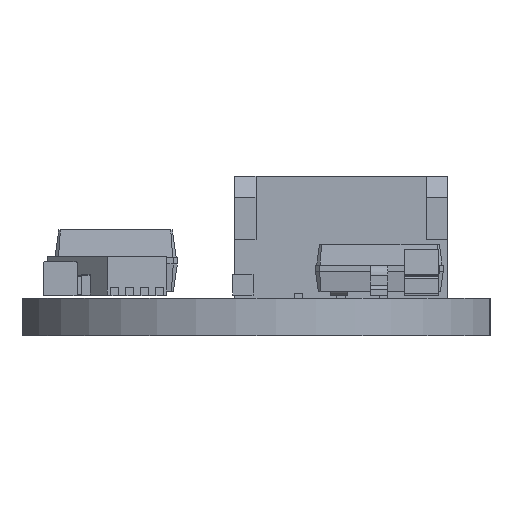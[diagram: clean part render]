
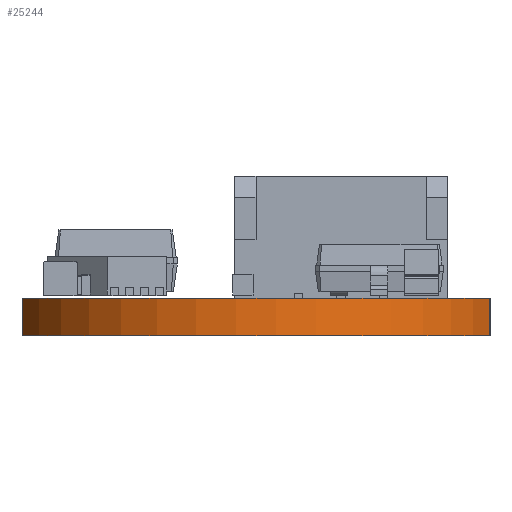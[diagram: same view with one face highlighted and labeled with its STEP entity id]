
A CAD part, left-side view. The second image highlights one B-rep face of the part: STEP entity #25244.
In plain terms, the highlighted cylindrical face has radius 5.843 mm (diameter 11.686 mm), a partial arc.
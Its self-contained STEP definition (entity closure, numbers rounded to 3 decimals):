
#25128 = EDGE_CURVE('',#25129,#25131,#25133,.T.);
#25129 = VERTEX_POINT('',#25130);
#25130 = CARTESIAN_POINT('',(-2.,-5.5,0.));
#25131 = VERTEX_POINT('',#25132);
#25132 = CARTESIAN_POINT('',(-2.,-5.5,0.89));
#25133 = SURFACE_CURVE('',#25134,(#25138,#25150),.PCURVE_S1.);
#25134 = LINE('',#25135,#25136);
#25135 = CARTESIAN_POINT('',(-2.,-5.5,0.));
#25136 = VECTOR('',#25137,1.);
#25137 = DIRECTION('',(0.,0.,1.));
#25138 = PCURVE('',#25139,#25144);
#25139 = PLANE('',#25140);
#25140 = AXIS2_PLACEMENT_3D('',#25141,#25142,#25143);
#25141 = CARTESIAN_POINT('',(-2.,-5.5,0.));
#25142 = DIRECTION('',(0.,1.,-0.));
#25143 = DIRECTION('',(1.,0.,0.));
#25144 = DEFINITIONAL_REPRESENTATION('',(#25145),#25149);
#25145 = LINE('',#25146,#25147);
#25146 = CARTESIAN_POINT('',(0.,0.));
#25147 = VECTOR('',#25148,1.);
#25148 = DIRECTION('',(0.,-1.));
#25149 = ( GEOMETRIC_REPRESENTATION_CONTEXT(2) 
PARAMETRIC_REPRESENTATION_CONTEXT() REPRESENTATION_CONTEXT('2D SPACE',''
  ) );
#25150 = PCURVE('',#25151,#25156);
#25151 = CYLINDRICAL_SURFACE('',#25152,5.843);
#25152 = AXIS2_PLACEMENT_3D('',#25153,#25154,#25155);
#25153 = CARTESIAN_POINT('',(-0.027,-0.,0.));
#25154 = DIRECTION('',(-0.,-0.,-1.));
#25155 = DIRECTION('',(1.,0.,-0.));
#25156 = DEFINITIONAL_REPRESENTATION('',(#25157),#25161);
#25157 = LINE('',#25158,#25159);
#25158 = CARTESIAN_POINT('',(1.915,0.));
#25159 = VECTOR('',#25160,1.);
#25160 = DIRECTION('',(-0.,-1.));
#25161 = ( GEOMETRIC_REPRESENTATION_CONTEXT(2) 
PARAMETRIC_REPRESENTATION_CONTEXT() REPRESENTATION_CONTEXT('2D SPACE',''
  ) );
#25179 = PLANE('',#25180);
#25180 = AXIS2_PLACEMENT_3D('',#25181,#25182,#25183);
#25181 = CARTESIAN_POINT('',(4.888,0.,0.89));
#25182 = DIRECTION('',(0.,0.,1.));
#25183 = DIRECTION('',(1.,0.,-0.));
#25233 = PLANE('',#25234);
#25234 = AXIS2_PLACEMENT_3D('',#25235,#25236,#25237);
#25235 = CARTESIAN_POINT('',(4.888,0.,0.));
#25236 = DIRECTION('',(0.,0.,1.));
#25237 = DIRECTION('',(1.,0.,-0.));
#25244 = ADVANCED_FACE('',(#25245),#25151,.T.);
#25245 = FACE_BOUND('',#25246,.T.);
#25246 = EDGE_LOOP('',(#25247,#25271,#25272,#25296));
#25247 = ORIENTED_EDGE('',*,*,#25248,.T.);
#25248 = EDGE_CURVE('',#25249,#25129,#25251,.T.);
#25249 = VERTEX_POINT('',#25250);
#25250 = CARTESIAN_POINT('',(-2.,5.5,0.));
#25251 = SURFACE_CURVE('',#25252,(#25257,#25264),.PCURVE_S1.);
#25252 = CIRCLE('',#25253,5.843);
#25253 = AXIS2_PLACEMENT_3D('',#25254,#25255,#25256);
#25254 = CARTESIAN_POINT('',(-0.027,-0.,0.));
#25255 = DIRECTION('',(0.,0.,1.));
#25256 = DIRECTION('',(1.,0.,-0.));
#25257 = PCURVE('',#25151,#25258);
#25258 = DEFINITIONAL_REPRESENTATION('',(#25259),#25263);
#25259 = LINE('',#25260,#25261);
#25260 = CARTESIAN_POINT('',(6.283,0.));
#25261 = VECTOR('',#25262,1.);
#25262 = DIRECTION('',(-1.,0.));
#25263 = ( GEOMETRIC_REPRESENTATION_CONTEXT(2) 
PARAMETRIC_REPRESENTATION_CONTEXT() REPRESENTATION_CONTEXT('2D SPACE',''
  ) );
#25264 = PCURVE('',#25233,#25265);
#25265 = DEFINITIONAL_REPRESENTATION('',(#25266),#25270);
#25266 = CIRCLE('',#25267,5.843);
#25267 = AXIS2_PLACEMENT_2D('',#25268,#25269);
#25268 = CARTESIAN_POINT('',(-4.916,0.));
#25269 = DIRECTION('',(1.,0.));
#25270 = ( GEOMETRIC_REPRESENTATION_CONTEXT(2) 
PARAMETRIC_REPRESENTATION_CONTEXT() REPRESENTATION_CONTEXT('2D SPACE',''
  ) );
#25271 = ORIENTED_EDGE('',*,*,#25128,.T.);
#25272 = ORIENTED_EDGE('',*,*,#25273,.F.);
#25273 = EDGE_CURVE('',#25274,#25131,#25276,.T.);
#25274 = VERTEX_POINT('',#25275);
#25275 = CARTESIAN_POINT('',(-2.,5.5,0.89));
#25276 = SURFACE_CURVE('',#25277,(#25282,#25289),.PCURVE_S1.);
#25277 = CIRCLE('',#25278,5.843);
#25278 = AXIS2_PLACEMENT_3D('',#25279,#25280,#25281);
#25279 = CARTESIAN_POINT('',(-0.027,0.,0.89));
#25280 = DIRECTION('',(0.,0.,1.));
#25281 = DIRECTION('',(1.,0.,-0.));
#25282 = PCURVE('',#25151,#25283);
#25283 = DEFINITIONAL_REPRESENTATION('',(#25284),#25288);
#25284 = LINE('',#25285,#25286);
#25285 = CARTESIAN_POINT('',(6.283,-0.89));
#25286 = VECTOR('',#25287,1.);
#25287 = DIRECTION('',(-1.,0.));
#25288 = ( GEOMETRIC_REPRESENTATION_CONTEXT(2) 
PARAMETRIC_REPRESENTATION_CONTEXT() REPRESENTATION_CONTEXT('2D SPACE',''
  ) );
#25289 = PCURVE('',#25179,#25290);
#25290 = DEFINITIONAL_REPRESENTATION('',(#25291),#25295);
#25291 = CIRCLE('',#25292,5.843);
#25292 = AXIS2_PLACEMENT_2D('',#25293,#25294);
#25293 = CARTESIAN_POINT('',(-4.916,0.));
#25294 = DIRECTION('',(1.,0.));
#25295 = ( GEOMETRIC_REPRESENTATION_CONTEXT(2) 
PARAMETRIC_REPRESENTATION_CONTEXT() REPRESENTATION_CONTEXT('2D SPACE',''
  ) );
#25296 = ORIENTED_EDGE('',*,*,#25297,.F.);
#25297 = EDGE_CURVE('',#25249,#25274,#25298,.T.);
#25298 = SURFACE_CURVE('',#25299,(#25303,#25310),.PCURVE_S1.);
#25299 = LINE('',#25300,#25301);
#25300 = CARTESIAN_POINT('',(-2.,5.5,0.));
#25301 = VECTOR('',#25302,1.);
#25302 = DIRECTION('',(0.,0.,1.));
#25303 = PCURVE('',#25151,#25304);
#25304 = DEFINITIONAL_REPRESENTATION('',(#25305),#25309);
#25305 = LINE('',#25306,#25307);
#25306 = CARTESIAN_POINT('',(4.368,0.));
#25307 = VECTOR('',#25308,1.);
#25308 = DIRECTION('',(-0.,-1.));
#25309 = ( GEOMETRIC_REPRESENTATION_CONTEXT(2) 
PARAMETRIC_REPRESENTATION_CONTEXT() REPRESENTATION_CONTEXT('2D SPACE',''
  ) );
#25310 = PCURVE('',#25311,#25316);
#25311 = PLANE('',#25312);
#25312 = AXIS2_PLACEMENT_3D('',#25313,#25314,#25315);
#25313 = CARTESIAN_POINT('',(13.,5.5,0.));
#25314 = DIRECTION('',(0.,-1.,0.));
#25315 = DIRECTION('',(-1.,0.,0.));
#25316 = DEFINITIONAL_REPRESENTATION('',(#25317),#25321);
#25317 = LINE('',#25318,#25319);
#25318 = CARTESIAN_POINT('',(15.,0.));
#25319 = VECTOR('',#25320,1.);
#25320 = DIRECTION('',(0.,-1.));
#25321 = ( GEOMETRIC_REPRESENTATION_CONTEXT(2) 
PARAMETRIC_REPRESENTATION_CONTEXT() REPRESENTATION_CONTEXT('2D SPACE',''
  ) );
